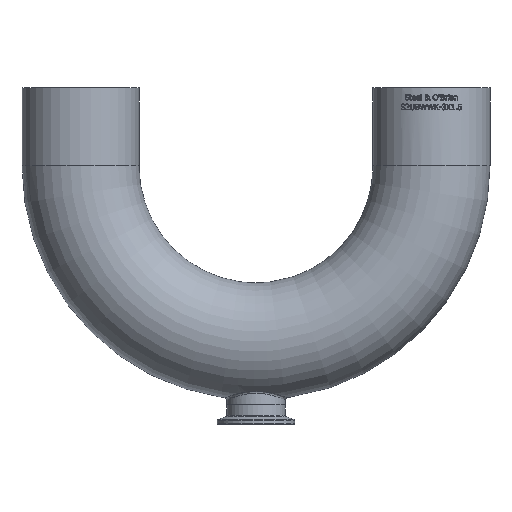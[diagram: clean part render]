
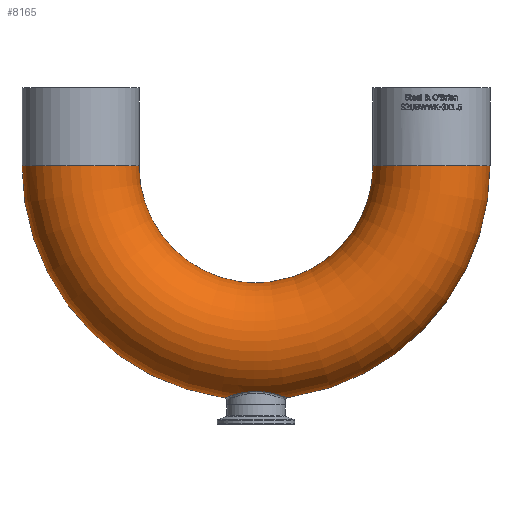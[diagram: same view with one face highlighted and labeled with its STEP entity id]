
A CAD part, top view. The second image highlights one B-rep face of the part: STEP entity #8165.
In plain terms, the highlighted toroidal (fillet/blend) face has major radius 114.3 mm and minor radius 38.1 mm.
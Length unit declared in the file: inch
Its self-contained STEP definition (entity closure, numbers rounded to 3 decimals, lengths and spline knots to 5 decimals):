
#25=TOROIDAL_SURFACE('',#8693,4.5,1.5);
#163=FACE_BOUND('',#1535,.T.);
#164=FACE_BOUND('',#1536,.T.);
#1015=FACE_OUTER_BOUND('',#1534,.T.);
#1534=EDGE_LOOP('',(#7609));
#1535=EDGE_LOOP('',(#7610));
#1536=EDGE_LOOP('',(#7611));
#1717=CIRCLE('',#8637,1.5);
#1722=CIRCLE('',#8651,1.5);
#3200=B_SPLINE_CURVE_WITH_KNOTS('',3,(#17926,#17927,#17928,#17929,#17930,
#17931,#17932,#17933,#17934,#17935,#17936,#17937,#17938,#17939,#17940,#17941,
#17942,#17943,#17944,#17945,#17946,#17947,#17948,#17949,#17950,#17951,#17952,
#17953,#17954,#17955,#17956,#17957,#17958,#17959,#17960),.UNSPECIFIED.,
 .T.,.F.,(4,1,1,1,1,1,1,1,1,1,1,1,1,1,1,1,1,1,1,1,1,1,1,1,1,1,1,1,1,1,1,
1,4),(-9.10545,-8.67187,-8.34669,-8.2383,
-7.37115,-6.93758,-6.6124,-6.50401,
-6.07043,-5.63686,-5.27555,-5.05876,
-4.48066,-4.19161,-3.90256,-3.32447,
-3.10768,-2.74637,-2.16827,-1.30112,-0.97594,
-0.86755,-0.43398,-0.0004,0.16219,
0.21638,0.32478,0.43317,0.54156,
1.30032,2.16746,2.60104,3.03461),
 .UNSPECIFIED.);
#3983=VERTEX_POINT('',#17633);
#3988=VERTEX_POINT('',#17652);
#4009=VERTEX_POINT('',#17888);
#5184=EDGE_CURVE('',#3983,#3983,#1717,.T.);
#5189=EDGE_CURVE('',#3988,#3988,#1722,.T.);
#5212=EDGE_CURVE('',#4009,#4009,#3200,.T.);
#7609=ORIENTED_EDGE('',*,*,#5184,.F.);
#7610=ORIENTED_EDGE('',*,*,#5189,.F.);
#7611=ORIENTED_EDGE('',*,*,#5212,.F.);
#8165=ADVANCED_FACE('',(#1015,#163,#164),#25,.T.);
#8637=AXIS2_PLACEMENT_3D('',#17634,#10156,#10157);
#8651=AXIS2_PLACEMENT_3D('',#17653,#10184,#10185);
#8693=AXIS2_PLACEMENT_3D('',#17962,#10268,#10269);
#10156=DIRECTION('center_axis',(0.,1.,0.));
#10157=DIRECTION('ref_axis',(-1.,0.,0.));
#10184=DIRECTION('center_axis',(0.,1.,0.));
#10185=DIRECTION('ref_axis',(1.,0.,0.));
#10268=DIRECTION('center_axis',(0.,0.,
1.));
#10269=DIRECTION('ref_axis',(-0.707,-0.707,0.));
#17633=CARTESIAN_POINT('',(4.5,6.125,-1.5));
#17634=CARTESIAN_POINT('Origin',(4.5,6.125,0.));
#17652=CARTESIAN_POINT('',(-4.5,6.125,-1.5));
#17653=CARTESIAN_POINT('Origin',(-4.5,6.125,0.));
#17888=CARTESIAN_POINT('',(0.,0.34375,0.78));
#17926=CARTESIAN_POINT('Ctrl Pts',(0.,0.34376,
0.78));
#17927=CARTESIAN_POINT('Ctrl Pts',(-0.06089,0.34375,
0.78));
#17928=CARTESIAN_POINT('Ctrl Pts',(-0.16746,0.33816,
0.7682));
#17929=CARTESIAN_POINT('Ctrl Pts',(-0.28269,0.32231,
0.73218));
#17930=CARTESIAN_POINT('Ctrl Pts',(-0.44695,0.29288,
0.66052));
#17931=CARTESIAN_POINT('Ctrl Pts',(-0.60103,0.24982,
0.54091));
#17932=CARTESIAN_POINT('Ctrl Pts',(-0.72148,0.20925,
0.35599));
#17933=CARTESIAN_POINT('Ctrl Pts',(-0.76496,0.19359,
0.24645));
#17934=CARTESIAN_POINT('Ctrl Pts',(-0.79546,0.1824,
0.13273));
#17935=CARTESIAN_POINT('Ctrl Pts',(-0.81107,0.1765,
0.00001));
#17936=CARTESIAN_POINT('Ctrl Pts',(-0.79141,0.18393,
-0.16718));
#17937=CARTESIAN_POINT('Ctrl Pts',(-0.74677,0.20024,
-0.29747));
#17938=CARTESIAN_POINT('Ctrl Pts',(-0.67416,0.22539,
-0.43612));
#17939=CARTESIAN_POINT('Ctrl Pts',(-0.58018,0.25561,
-0.54998));
#17940=CARTESIAN_POINT('Ctrl Pts',(-0.45589,0.2882,
-0.6462));
#17941=CARTESIAN_POINT('Ctrl Pts',(-0.31788,0.31819,
-0.72397));
#17942=CARTESIAN_POINT('Ctrl Pts',(-0.17214,0.33827,
-0.76812));
#17943=CARTESIAN_POINT('Ctrl Pts',(-0.01029,0.34511,
-0.78297));
#17944=CARTESIAN_POINT('Ctrl Pts',(0.15273,0.34099,
-0.77402));
#17945=CARTESIAN_POINT('Ctrl Pts',(0.3956,0.30737,
-0.70039));
#17946=CARTESIAN_POINT('Ctrl Pts',(0.58919,0.25306,
-0.5501));
#17947=CARTESIAN_POINT('Ctrl Pts',(0.68936,0.22009,
-0.4053));
#17948=CARTESIAN_POINT('Ctrl Pts',(0.74472,0.20097,
-0.302));
#17949=CARTESIAN_POINT('Ctrl Pts',(0.79026,0.18438,
-0.17698));
#17950=CARTESIAN_POINT('Ctrl Pts',(0.80673,0.17814,-0.03688));
#17951=CARTESIAN_POINT('Ctrl Pts',(0.80283,0.17962,
0.05164));
#17952=CARTESIAN_POINT('Ctrl Pts',(0.79832,0.1813,
0.09564));
#17953=CARTESIAN_POINT('Ctrl Pts',(0.79297,0.18329,0.13213));
#17954=CARTESIAN_POINT('Ctrl Pts',(0.78401,0.18662,0.17536));
#17955=CARTESIAN_POINT('Ctrl Pts',(0.74974,0.19912,
0.30344));
#17956=CARTESIAN_POINT('Ctrl Pts',(0.63663,0.2398,
0.51341));
#17957=CARTESIAN_POINT('Ctrl Pts',(0.41135,0.30289,
0.68807));
#17958=CARTESIAN_POINT('Ctrl Pts',(0.18264,0.33738,
0.76651));
#17959=CARTESIAN_POINT('Ctrl Pts',(0.06089,0.34376,
0.78));
#17960=CARTESIAN_POINT('Ctrl Pts',(0.,0.34376,
0.78));
#17962=CARTESIAN_POINT('Origin',(0.,6.125,
0.));
